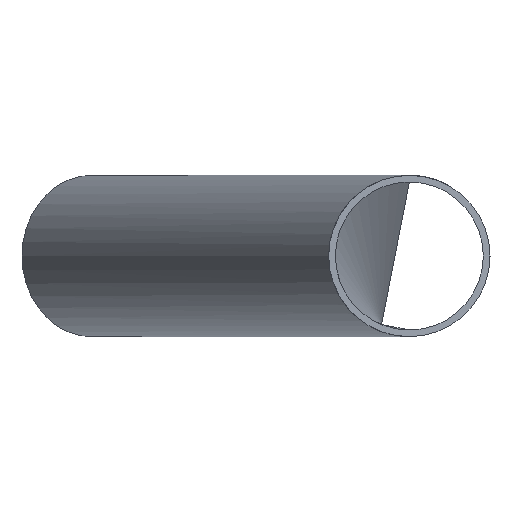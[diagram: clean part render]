
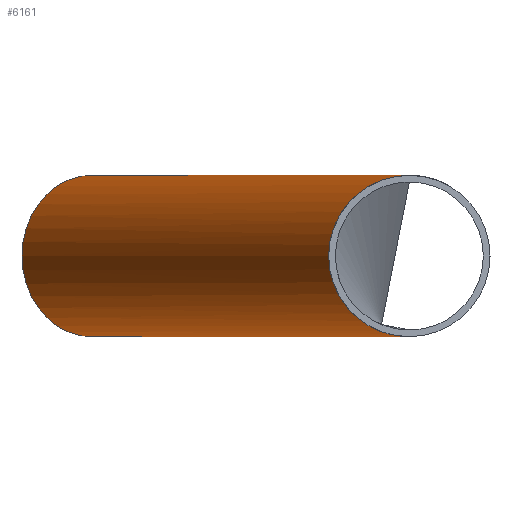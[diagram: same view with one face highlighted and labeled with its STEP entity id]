
A CAD part, left-side view. The second image highlights one B-rep face of the part: STEP entity #6161.
In plain terms, the highlighted cylindrical face has radius 24.15 mm (diameter 48.3 mm), a full revolution.
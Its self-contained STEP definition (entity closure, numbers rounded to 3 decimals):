
#20 = ORIENTED_EDGE ( 'NONE', *, *, #8540, .F. ) ;
#1256 = DIRECTION ( 'NONE',  ( -0.5, 0.866, 0. ) ) ;
#1609 = CARTESIAN_POINT ( 'NONE',  ( 138.629, 48.3, 24.15 ) ) ;
#1975 = CARTESIAN_POINT ( 'NONE',  ( -41.629, 0., 24.15 ) ) ;
#2247 = FACE_OUTER_BOUND ( 'NONE', #5219, .T. ) ;
#3183 = ORIENTED_EDGE ( 'NONE', *, *, #13112, .F. ) ;
#3204 = CYLINDRICAL_SURFACE ( 'NONE', #7353, 24.15 ) ;
#4131 = CARTESIAN_POINT ( 'NONE',  ( 123.028, 95.065, 0. ) ) ;
#4278 = CARTESIAN_POINT ( 'NONE',  ( -41.629, 0., 24.15 ) ) ;
#4476 = CARTESIAN_POINT ( 'NONE',  ( -41.629, 0., 24.15 ) ) ;
#4971 = ORIENTED_EDGE ( 'NONE', *, *, #12867, .F. ) ;
#5219 = EDGE_LOOP ( 'NONE', ( #20, #3183 ) ) ;
#5707 = VERTEX_POINT ( 'NONE', #8606 ) ;
#6161 = ADVANCED_FACE ( 'NONE', ( #2247, #9720 ), #3204, .T. ) ;
#6338 = CARTESIAN_POINT ( 'NONE',  ( 110.953, 115.979, 0. ) ) ;
#6455 = CARTESIAN_POINT ( 'NONE',  ( -54.571, 48.3, 24.15 ) ) ;
#7094 = DIRECTION ( 'NONE',  ( 0.866, 0.5, 0. ) ) ;
#7353 = AXIS2_PLACEMENT_3D ( 'NONE', #17108, #9767, #16180 ) ;
#8540 = EDGE_CURVE ( 'NONE', #5707, #11529, #16866, .T. ) ;
#8606 = CARTESIAN_POINT ( 'NONE',  ( -41.629, 0., -24.15 ) ) ;
#9720 = FACE_OUTER_BOUND ( 'NONE', #19206, .T. ) ;
#9767 = DIRECTION ( 'NONE',  ( 0.866, 0.5, 0. ) ) ;
#9893 = VERTEX_POINT ( 'NONE', #6338 ) ;
#10480 = CARTESIAN_POINT ( 'NONE',  ( 138.629, 48.3, -24.15 ) ) ;
#10707 = AXIS2_PLACEMENT_3D ( 'NONE', #4131, #7094, #1256 ) ;
#11529 = VERTEX_POINT ( 'NONE', #4278 ) ;
#12867 = EDGE_CURVE ( 'NONE', #9893, #9893, #14186, .T. ) ;
#13112 = EDGE_CURVE ( 'NONE', #11529, #5707, #15298, .T. ) ;
#14186 = CIRCLE ( 'NONE', #10707, 24.15 ) ;
#15298 =( BOUNDED_CURVE ( )  B_SPLINE_CURVE ( 3, ( #1975, #6455, #17072, #15448 ),
 .UNSPECIFIED., .F., .F. ) 
 B_SPLINE_CURVE_WITH_KNOTS ( ( 4, 4 ),
 ( 4.712, 7.854 ),
 .UNSPECIFIED. ) 
 CURVE ( )  GEOMETRIC_REPRESENTATION_ITEM ( )  RATIONAL_B_SPLINE_CURVE ( ( 1., 0.333, 0.333, 1. ) ) 
 REPRESENTATION_ITEM ( '' )  );
#15448 = CARTESIAN_POINT ( 'NONE',  ( -41.629, 0., -24.15 ) ) ;
#16180 = DIRECTION ( 'NONE',  ( -0.5, 0.866, 0. ) ) ;
#16866 =( BOUNDED_CURVE ( )  B_SPLINE_CURVE ( 3, ( #17949, #10480, #1609, #4476 ),
 .UNSPECIFIED., .F., .F. ) 
 B_SPLINE_CURVE_WITH_KNOTS ( ( 4, 4 ),
 ( 1.571, 4.712 ),
 .UNSPECIFIED. ) 
 CURVE ( )  GEOMETRIC_REPRESENTATION_ITEM ( )  RATIONAL_B_SPLINE_CURVE ( ( 1., 0.333, 0.333, 1. ) ) 
 REPRESENTATION_ITEM ( '' )  );
#17072 = CARTESIAN_POINT ( 'NONE',  ( -54.571, 48.3, -24.15 ) ) ;
#17108 = CARTESIAN_POINT ( 'NONE',  ( 123.028, 95.065, 0. ) ) ;
#17949 = CARTESIAN_POINT ( 'NONE',  ( -41.629, 0., -24.15 ) ) ;
#19206 = EDGE_LOOP ( 'NONE', ( #4971 ) ) ;
